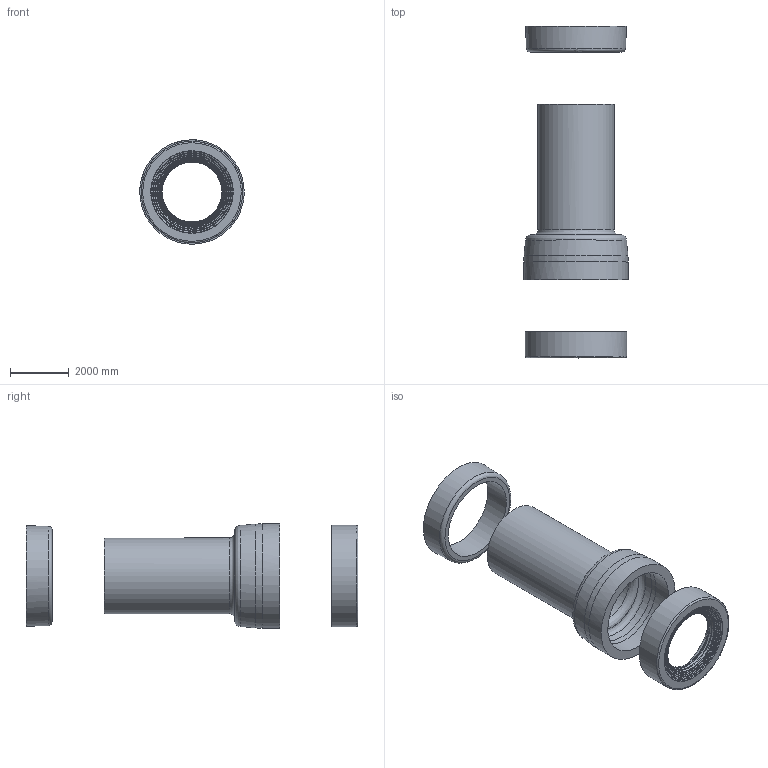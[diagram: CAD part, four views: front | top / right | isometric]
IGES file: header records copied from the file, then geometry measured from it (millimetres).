
Global section: file name: C29TCPJ002; native system: AutoCAD 2016 - English; preprocessor: Autodesk Translation Framework DWG producer (atf_dwg_producer); organization: unknown; date: 20161006.170427; units: inch
Bounding box: 3556 x 11303.86 x 3555.77 mm (x, y, z)
Volume: 18159311091.7 mm3; surface area: 160657383.6 mm2
Topology: 3 solids, 3 shells, 59 faces, 197 edges, 148 vertices
Faces by surface type: bspline 59
